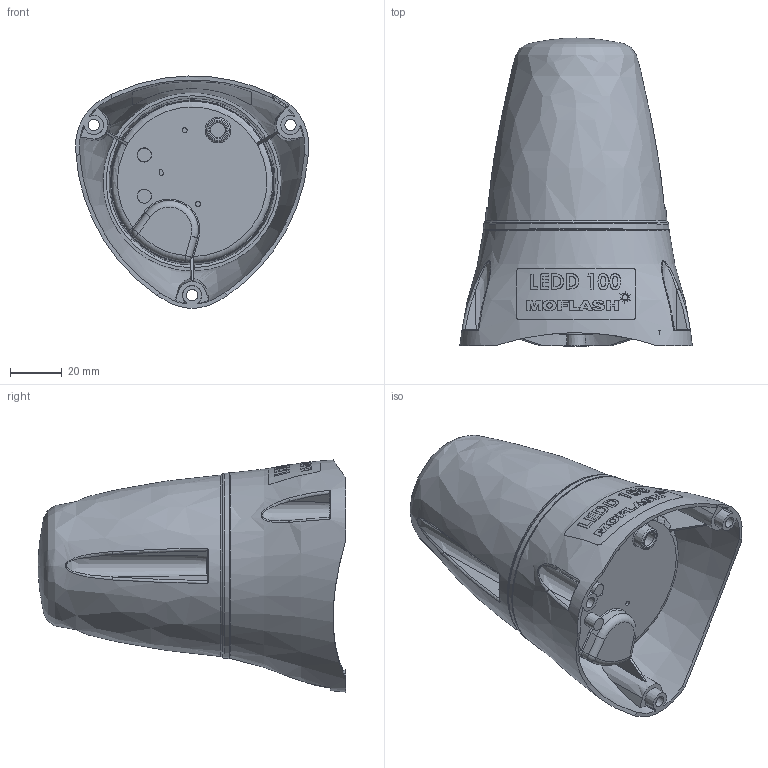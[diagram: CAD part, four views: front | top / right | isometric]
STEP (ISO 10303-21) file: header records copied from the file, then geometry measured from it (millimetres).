
FILE_DESCRIPTION (( 'STEP AP214' ), '1' );
FILE_NAME ('Moflash LEDD 100.STEP', '2015-10-23T10:36:19', ( '' ), ( '' ), 'SwSTEP 2.0', 'SolidWorks 2015', '' );
FILE_SCHEMA (( 'AUTOMOTIVE_DESIGN' ));
Length unit declared in the file: millimetre
Products named in the file (1): Moflash LEDD 100
Bounding box: 90.11 x 119.27 x 89.93 mm (x, y, z)
Volume: 305669.4 mm3; surface area: 61017.9 mm2
Topology: 3 solids, 6 shells, 452 faces, 1256 edges, 831 vertices
Faces by surface type: plane 180, bspline 161, cylinder 43, cone 34, torus 30, sphere 4
Full cylindrical faces by diameter (mm): 1.9 x2, 4 x2
Entity records: 35631 total; most frequent: CARTESIAN_POINT 21179, ORIENTED_EDGE 2350, DIRECTION 1233, EDGE_CURVE 1175, VERTEX_POINT 806, B_SPLINE_CURVE_WITH_KNOTS 673, EDGE_LOOP 541, FACE_OUTER_BOUND 476
